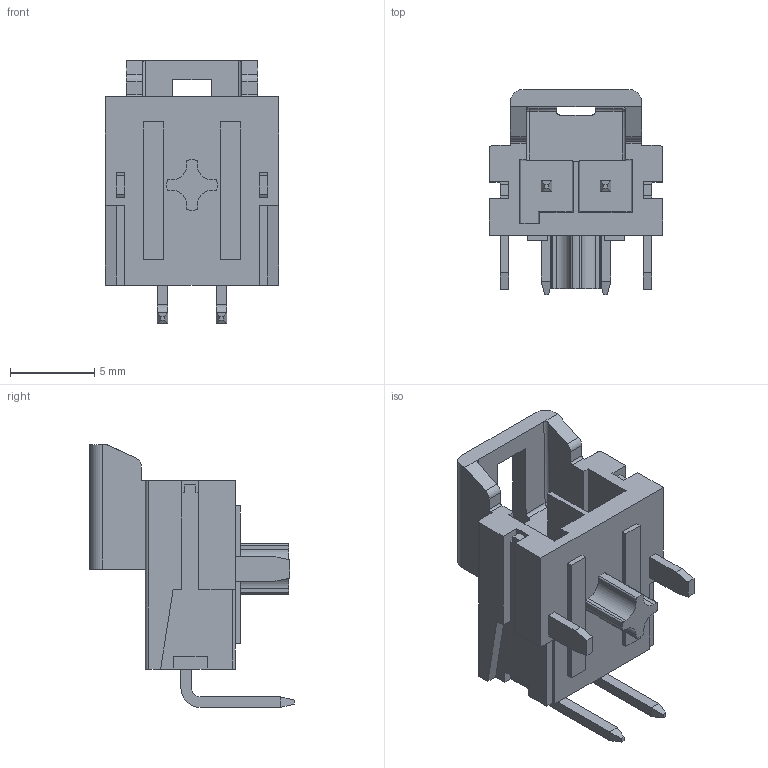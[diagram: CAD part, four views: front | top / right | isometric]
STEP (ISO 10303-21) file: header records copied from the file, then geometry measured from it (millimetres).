
FILE_DESCRIPTION (( 'STEP AP214' ), '1' );
FILE_NAME ('1723103102.STEP', '2023-10-03T16:26:36', ( '' ), ( '' ), 'SwSTEP 2.0', 'SolidWorks 2021', '' );
FILE_SCHEMA (( 'AUTOMOTIVE_DESIGN' ));
Length unit declared in the file: millimetre
Products named in the file (1): 1723103102
Bounding box: 10.3 x 12.16 x 15.63 mm (x, y, z)
Volume: 521.6 mm3; surface area: 1035.9 mm2
Topology: 1 solids, 1 shells, 190 faces, 518 edges, 336 vertices
Faces by surface type: plane 151, cylinder 37, sphere 2
Entity records: 5996 total; most frequent: CARTESIAN_POINT 1127, ORIENTED_EDGE 1034, DIRECTION 953, EDGE_CURVE 517, LINE 439, VECTOR 439, VERTEX_POINT 336, AXIS2_PLACEMENT_3D 257
